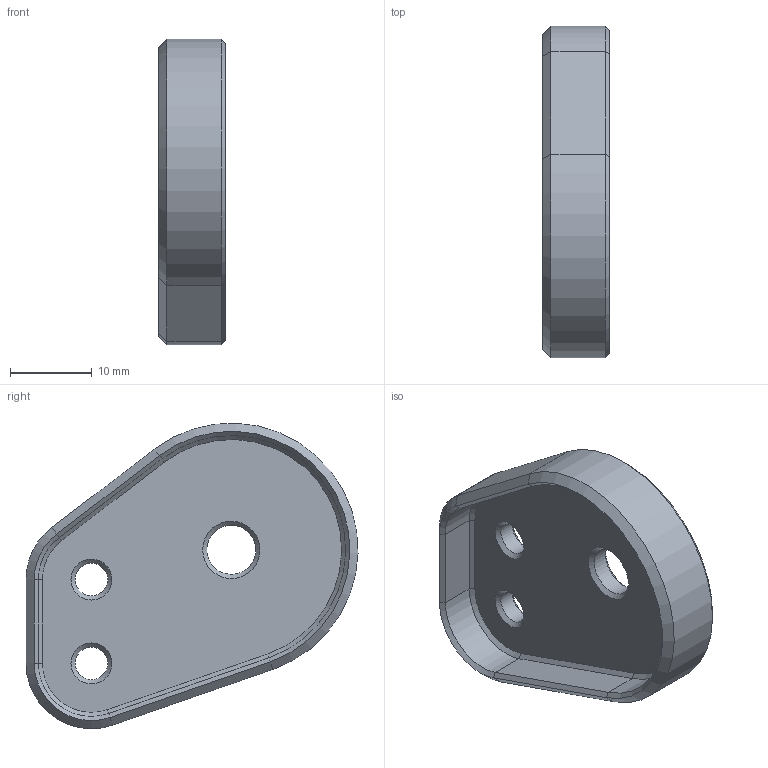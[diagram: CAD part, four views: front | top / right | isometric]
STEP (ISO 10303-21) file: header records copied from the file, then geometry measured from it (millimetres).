
FILE_DESCRIPTION(/* description */ ('Unknown'),/* implementation_level */ '2;1');
FILE_NAME(/* name */ 'filmDigitizer_135_filmCarrier_advanceGear_plateLeft_V2',/* time_stamp */ '2024-05-09T11:57:18-04:00',/* author */ ('Unknown'),/* organization */ ('Unknown'),/* preprocessor_version */ 'ST-DEVELOPER v18.1',/* originating_system */ 'Solid Edge',/* authorisation */ 'Unknown');
FILE_SCHEMA (('AUTOMOTIVE_DESIGN {1 0 10303 214 3 1 1}'));
Length unit declared in the file: millimetre
Products named in the file (2): filmDigitizer_135_filmCarrier_V2; filmDigitizer_135_filmCarrier_advanceGear_plateLeft_V2
Assembly tree (1 placements, depth 2):
  filmDigitizer_135_filmCarrier_V2
    filmDigitizer_135_filmCarrier_advanceGear_plateLeft_V2
Bounding box: 8.12 x 40.61 x 37.38 mm (x, y, z)
Volume: 3975.7 mm3; surface area: 3615.7 mm2
Topology: 1 solids, 1 shells, 47 faces, 106 edges, 61 vertices
Faces by surface type: plane 20, cone 18, cylinder 9
Full cylindrical faces by diameter (mm): 4 x2, 6 x1
Entity records: 1234 total; most frequent: DIRECTION 221, CARTESIAN_POINT 193, ORIENTED_EDGE 180, EDGE_CURVE 90, AXIS2_PLACEMENT_3D 82, EDGE_LOOP 62, FACE_BOUND 62, LINE 57
